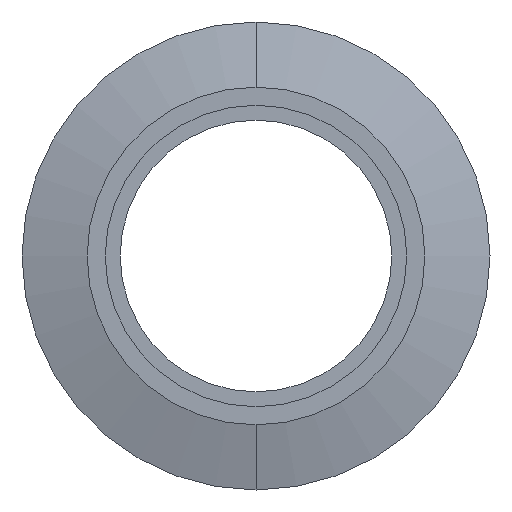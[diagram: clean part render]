
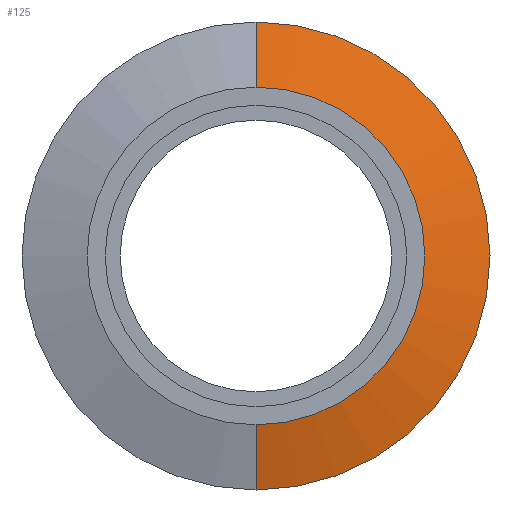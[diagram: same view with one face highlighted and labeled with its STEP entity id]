
A CAD part, front view. The second image highlights one B-rep face of the part: STEP entity #125.
In plain terms, the highlighted conical face has half-angle 75 degrees and reference radius 10.815 mm.
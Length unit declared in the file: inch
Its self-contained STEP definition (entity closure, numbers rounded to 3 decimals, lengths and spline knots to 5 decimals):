
#3 = CIRCLE ( 'NONE', #101, 0.42579 ) ;
#36 = EDGE_CURVE ( 'NONE', #225, #312, #3, .T. ) ;
#56 = CARTESIAN_POINT ( 'NONE',  ( 0., -0.164, 0.42579 ) ) ;
#66 = ORIENTED_EDGE ( 'NONE', *, *, #304, .F. ) ;
#73 = ORIENTED_EDGE ( 'NONE', *, *, #90, .T. ) ;
#76 = CONICAL_SURFACE ( 'NONE', #161, 0.42579, 1.309 ) ;
#78 = ORIENTED_EDGE ( 'NONE', *, *, #36, .T. ) ;
#90 = EDGE_CURVE ( 'NONE', #312, #171, #267, .T. ) ;
#98 = ORIENTED_EDGE ( 'NONE', *, *, #112, .F. ) ;
#101 = AXIS2_PLACEMENT_3D ( 'NONE', #107, #291, #263 ) ;
#107 = CARTESIAN_POINT ( 'NONE',  ( 0., -0.164, 0. ) ) ;
#112 = EDGE_CURVE ( 'NONE', #225, #210, #221, .T. ) ;
#114 = CARTESIAN_POINT ( 'NONE',  ( 0., -0.164, 0. ) ) ;
#115 = FACE_OUTER_BOUND ( 'NONE', #309, .T. ) ;
#124 = VECTOR ( 'NONE', #326, 39.37008 ) ;
#125 = ADVANCED_FACE ( 'NONE', ( #115 ), #76, .T. ) ;
#126 = CARTESIAN_POINT ( 'NONE',  ( 0., -0.12, 0. ) ) ;
#136 = DIRECTION ( 'NONE',  ( 0., 0.259, 0.966 ) ) ;
#139 = DIRECTION ( 'NONE',  ( 0., 1., 0. ) ) ;
#140 = CARTESIAN_POINT ( 'NONE',  ( 0., -0.12, -0.59 ) ) ;
#152 = AXIS2_PLACEMENT_3D ( 'NONE', #126, #204, #224 ) ;
#161 = AXIS2_PLACEMENT_3D ( 'NONE', #114, #139, #300 ) ;
#171 = VERTEX_POINT ( 'NONE', #140 ) ;
#204 = DIRECTION ( 'NONE',  ( 0., 1., 0. ) ) ;
#210 = VERTEX_POINT ( 'NONE', #268 ) ;
#221 = LINE ( 'NONE', #353, #319 ) ;
#224 = DIRECTION ( 'NONE',  ( 0., 0., 1. ) ) ;
#225 = VERTEX_POINT ( 'NONE', #56 ) ;
#256 = CARTESIAN_POINT ( 'NONE',  ( 0., -0.164, -0.42579 ) ) ;
#263 = DIRECTION ( 'NONE',  ( 0., 0., 1. ) ) ;
#267 = LINE ( 'NONE', #322, #124 ) ;
#268 = CARTESIAN_POINT ( 'NONE',  ( 0., -0.12, 0.59 ) ) ;
#291 = DIRECTION ( 'NONE',  ( 0., 1., 0. ) ) ;
#300 = DIRECTION ( 'NONE',  ( 0., 0., 1. ) ) ;
#304 = EDGE_CURVE ( 'NONE', #210, #171, #306, .T. ) ;
#306 = CIRCLE ( 'NONE', #152, 0.59 ) ;
#309 = EDGE_LOOP ( 'NONE', ( #78, #73, #66, #98 ) ) ;
#312 = VERTEX_POINT ( 'NONE', #256 ) ;
#319 = VECTOR ( 'NONE', #136, 39.37008 ) ;
#322 = CARTESIAN_POINT ( 'NONE',  ( 0., -0.164, -0.42579 ) ) ;
#326 = DIRECTION ( 'NONE',  ( 0., 0.259, -0.966 ) ) ;
#353 = CARTESIAN_POINT ( 'NONE',  ( 0., -0.164, 0.42579 ) ) ;
